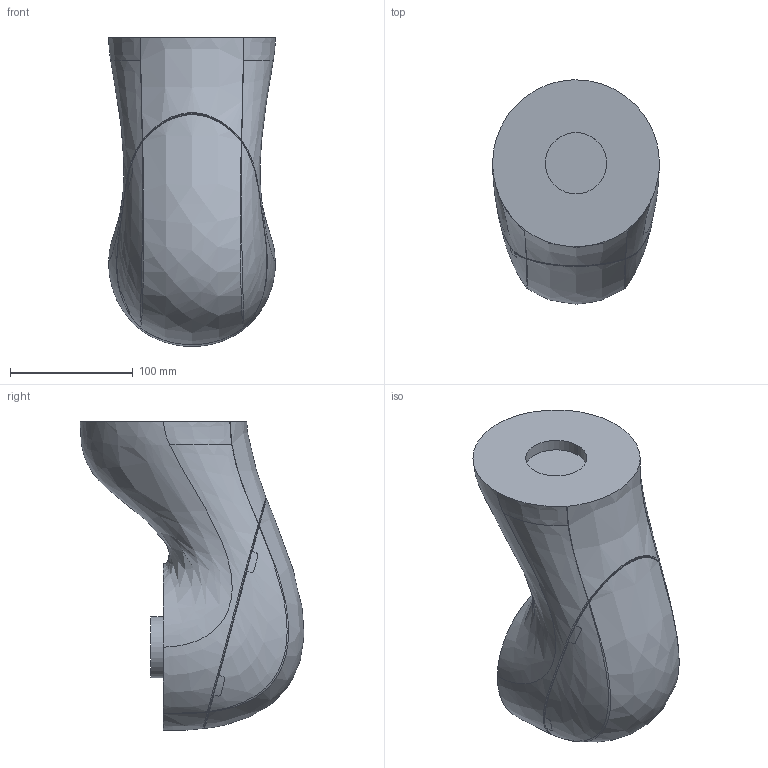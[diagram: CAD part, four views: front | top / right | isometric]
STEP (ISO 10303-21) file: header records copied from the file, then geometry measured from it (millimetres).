
FILE_DESCRIPTION (( 'STEP AP203' ), '1' );
FILE_NAME ('Link4_Default_sldprt.STEP', '2019-02-02T22:34:53', ( 'Jean Gonzalez' ), ( '' ), 'SwSTEP 2.0', 'SolidWorks 2017', '' );
FILE_SCHEMA (( 'CONFIG_CONTROL_DESIGN' ));
Length unit declared in the file: millimetre
Products named in the file (1): Link4_Default_sldprt
Bounding box: 135.99 x 182.58 x 251.95 mm (x, y, z)
Volume: 2726969.9 mm3; surface area: 126881.8 mm2
Topology: 1 solids, 1 shells, 111 faces, 278 edges, 172 vertices
Faces by surface type: bspline 95, cylinder 8, plane 6, sphere 2
Entity records: 12492 total; most frequent: CARTESIAN_POINT 10507, ORIENTED_EDGE 554, EDGE_CURVE 277, B_SPLINE_CURVE_WITH_KNOTS 177, VERTEX_POINT 172, DIRECTION 164, EDGE_LOOP 115, ADVANCED_FACE 111
